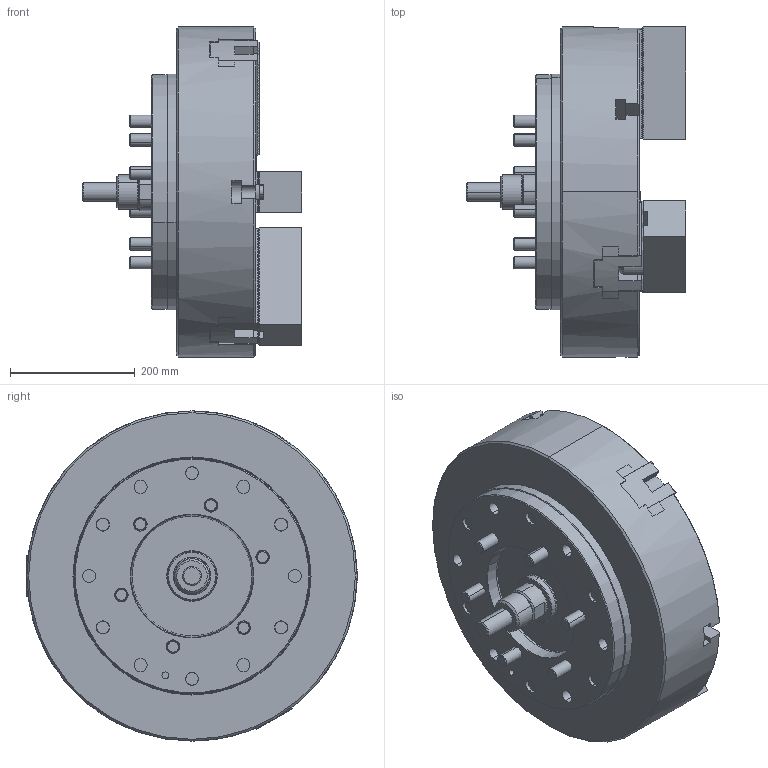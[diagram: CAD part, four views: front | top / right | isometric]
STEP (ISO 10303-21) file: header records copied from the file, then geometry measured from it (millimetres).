
FILE_DESCRIPTION (( 'STEP AP203' ), '1' );
FILE_NAME ('3V-21A11.STEP', '2019-08-22T09:57:37', ( '' ), ( '' ), 'SwSTEP 2.0', 'SolidWorks 2016', '' );
FILE_SCHEMA (( 'CONFIG_CONTROL_DESIGN' ));
Length unit declared in the file: millimetre
Products named in the file (16): 3P-15連接管螺帽; SJ-21; 3V-21本體; M20x60; 3V-21中仁; 3P-15連接管螺栓; 3V-21主爪; M24x130_M24x130; 3V-21防塵蓋; 3V-21-11000-A11法蘭; M6x14; CF-3V-21防塵壓板; 3V-21外中孔塞; CF-3H-221T型塊; 3P-15連接管; 3V-21A11
Assembly tree (42 placements, depth 2):
  3V-21A11
    3V-21本體
    3V-21中仁
    3V-21主爪  x3
    3V-21防塵蓋
    M6x14  x6
    3V-21外中孔塞
    3P-15連接管
    3P-15連接管螺帽
    SJ-21  x2
    M20x60  x10
    3P-15連接管螺栓
    M24x130_M24x130  x6
    3V-21-11000-A11法蘭
    CF-3V-21防塵壓板
    CF-3H-221T型塊  x6
Bounding box: 352 x 530 x 530 mm (x, y, z)
Volume: 33022132.7 mm3; surface area: 2091367.5 mm2
Topology: 42 solids, 42 shells, 4096 faces, 11530 edges, 7547 vertices
Faces by surface type: plane 2866, cylinder 921, cone 287, torus 22
Entity records: 61003 total; most frequent: CARTESIAN_POINT 10840, ORIENTED_EDGE 10152, DIRECTION 9817, EDGE_CURVE 5076, LINE 3757, VECTOR 3757, VERTEX_POINT 3345, AXIS2_PLACEMENT_3D 3030
